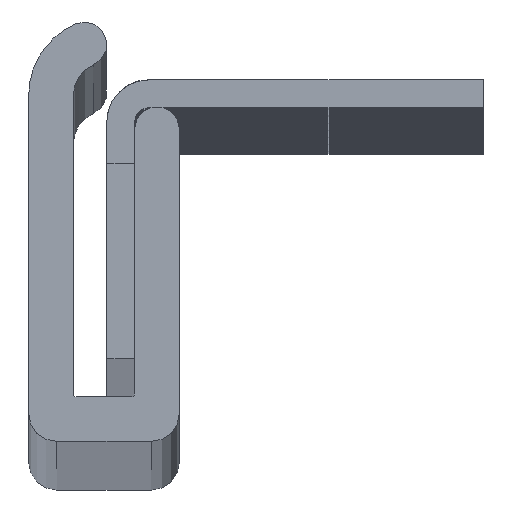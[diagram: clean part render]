
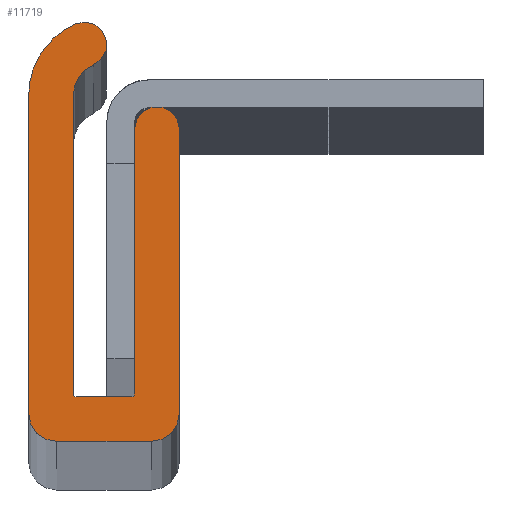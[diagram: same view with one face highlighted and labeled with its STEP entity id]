
A CAD part, top view. The second image highlights one B-rep face of the part: STEP entity #11719.
In plain terms, the highlighted planar face has unit normal (0, 0, 1).
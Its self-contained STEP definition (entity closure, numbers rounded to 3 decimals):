
#1261=DIRECTION('',(0.,1.,0.));
#1262=VECTOR('',#1261,11.4);
#1263=CARTESIAN_POINT('',(-2.7,1.,977.));
#1264=LINE('',#1263,#1262);
#1265=CARTESIAN_POINT('',(0.1,12.4,977.));
#1266=DIRECTION('',(0.,0.,-1.));
#1267=DIRECTION('',(-1.,0.,0.));
#1268=AXIS2_PLACEMENT_3D('',#1265,#1266,#1267);
#1270=CARTESIAN_POINT('',(-0.7,14.233,977.));
#1271=DIRECTION('',(0.,0.,-1.));
#1272=DIRECTION('',(-0.4,0.917,0.));
#1273=AXIS2_PLACEMENT_3D('',#1270,#1271,#1272);
#1275=CARTESIAN_POINT('',(0.1,12.4,977.));
#1276=DIRECTION('',(0.,0.,1.));
#1277=DIRECTION('',(-0.4,0.917,0.));
#1278=AXIS2_PLACEMENT_3D('',#1275,#1276,#1277);
#1280=DIRECTION('',(0.,-1.,0.));
#1281=VECTOR('',#1280,10.7);
#1282=CARTESIAN_POINT('',(-1.1,12.4,977.));
#1283=LINE('',#1282,#1281);
#1284=CARTESIAN_POINT('',(-1.,1.7,977.));
#1285=DIRECTION('',(0.,0.,1.));
#1286=DIRECTION('',(-1.,0.,0.));
#1287=AXIS2_PLACEMENT_3D('',#1284,#1285,#1286);
#1289=DIRECTION('',(1.,0.,0.));
#1290=VECTOR('',#1289,2.);
#1291=CARTESIAN_POINT('',(-1.,1.6,977.));
#1292=LINE('',#1291,#1290);
#1293=CARTESIAN_POINT('',(1.,1.7,977.));
#1294=DIRECTION('',(0.,0.,1.));
#1295=DIRECTION('',(0.,-1.,0.));
#1296=AXIS2_PLACEMENT_3D('',#1293,#1294,#1295);
#1298=DIRECTION('',(0.,1.,0.));
#1299=VECTOR('',#1298,9.5);
#1300=CARTESIAN_POINT('',(1.1,1.7,977.));
#1301=LINE('',#1300,#1299);
#1302=CARTESIAN_POINT('',(1.9,11.2,977.));
#1303=DIRECTION('',(0.,0.,-1.));
#1304=DIRECTION('',(-1.,0.,0.));
#1305=AXIS2_PLACEMENT_3D('',#1302,#1303,#1304);
#1307=DIRECTION('',(0.,-1.,0.));
#1308=VECTOR('',#1307,10.2);
#1309=CARTESIAN_POINT('',(2.7,11.2,977.));
#1310=LINE('',#1309,#1308);
#1311=CARTESIAN_POINT('',(1.7,1.,977.));
#1312=DIRECTION('',(0.,0.,-1.));
#1313=DIRECTION('',(1.,0.,0.));
#1314=AXIS2_PLACEMENT_3D('',#1311,#1312,#1313);
#1316=DIRECTION('',(-1.,0.,0.));
#1317=VECTOR('',#1316,3.4);
#1318=CARTESIAN_POINT('',(1.7,0.,977.));
#1319=LINE('',#1318,#1317);
#1320=CARTESIAN_POINT('',(-1.7,1.,977.));
#1321=DIRECTION('',(0.,0.,-1.));
#1322=DIRECTION('',(0.,-1.,0.));
#1323=AXIS2_PLACEMENT_3D('',#1320,#1321,#1322);
#7989=CARTESIAN_POINT('',(-2.7,1.,977.));
#7990=CARTESIAN_POINT('',(-2.7,12.4,977.));
#7991=VERTEX_POINT('',#7989);
#7992=VERTEX_POINT('',#7990);
#7993=CARTESIAN_POINT('',(-1.02,14.966,977.));
#7994=VERTEX_POINT('',#7993);
#7995=CARTESIAN_POINT('',(-0.38,13.5,977.));
#7996=VERTEX_POINT('',#7995);
#7997=CARTESIAN_POINT('',(-1.1,12.4,977.));
#7998=VERTEX_POINT('',#7997);
#7999=CARTESIAN_POINT('',(-1.1,1.7,977.));
#8000=VERTEX_POINT('',#7999);
#8001=CARTESIAN_POINT('',(-1.,1.6,977.));
#8002=VERTEX_POINT('',#8001);
#8003=CARTESIAN_POINT('',(1.,1.6,977.));
#8004=VERTEX_POINT('',#8003);
#8005=CARTESIAN_POINT('',(1.1,1.7,977.));
#8006=VERTEX_POINT('',#8005);
#8007=CARTESIAN_POINT('',(1.1,11.2,977.));
#8008=VERTEX_POINT('',#8007);
#8009=CARTESIAN_POINT('',(2.7,11.2,977.));
#8010=VERTEX_POINT('',#8009);
#8011=CARTESIAN_POINT('',(2.7,1.,977.));
#8012=VERTEX_POINT('',#8011);
#8013=CARTESIAN_POINT('',(1.7,0.,977.));
#8014=VERTEX_POINT('',#8013);
#8015=CARTESIAN_POINT('',(-1.7,0.,977.));
#8016=VERTEX_POINT('',#8015);
#11694=CARTESIAN_POINT('',(0.,0.,977.));
#11695=DIRECTION('',(0.,0.,-1.));
#11696=DIRECTION('',(-1.,0.,0.));
#11697=AXIS2_PLACEMENT_3D('',#11694,#11695,#11696);
#11698=PLANE('',#11697);
#11699=ORIENTED_EDGE('',*,*,#11590,.T.);
#11700=ORIENTED_EDGE('',*,*,#11605,.T.);
#11701=ORIENTED_EDGE('',*,*,#11619,.T.);
#11702=ORIENTED_EDGE('',*,*,#11633,.T.);
#11703=ORIENTED_EDGE('',*,*,#11647,.T.);
#11704=ORIENTED_EDGE('',*,*,#11661,.T.);
#11705=ORIENTED_EDGE('',*,*,#11675,.T.);
#11706=ORIENTED_EDGE('',*,*,#11688,.T.);
#11707=ORIENTED_EDGE('',*,*,#8487,.T.);
#11708=ORIENTED_EDGE('',*,*,#11542,.T.);
#11710=ORIENTED_EDGE('',*,*,#11709,.T.);
#11712=ORIENTED_EDGE('',*,*,#11711,.T.);
#11714=ORIENTED_EDGE('',*,*,#11713,.T.);
#11716=ORIENTED_EDGE('',*,*,#11715,.T.);
#11717=EDGE_LOOP('',(#11699,#11700,#11701,#11702,#11703,#11704,#11705,#11706,
#11707,#11708,#11710,#11712,#11714,#11716));
#11718=FACE_OUTER_BOUND('',#11717,.F.);
#11719=ADVANCED_FACE('',(#11718),#11698,.F.);
#1269=CIRCLE('',#1268,2.8);
#1274=CIRCLE('',#1273,0.8);
#1279=CIRCLE('',#1278,1.2);
#1288=CIRCLE('',#1287,0.1);
#1297=CIRCLE('',#1296,0.1);
#1306=CIRCLE('',#1305,0.8);
#1315=CIRCLE('',#1314,1.);
#1324=CIRCLE('',#1323,1.);
#8487=EDGE_CURVE('',#8006,#8008,#1301,.T.);
#11542=EDGE_CURVE('',#8008,#8010,#1306,.T.);
#11590=EDGE_CURVE('',#7991,#7992,#1264,.T.);
#11605=EDGE_CURVE('',#7992,#7994,#1269,.T.);
#11619=EDGE_CURVE('',#7994,#7996,#1274,.T.);
#11633=EDGE_CURVE('',#7996,#7998,#1279,.T.);
#11647=EDGE_CURVE('',#7998,#8000,#1283,.T.);
#11661=EDGE_CURVE('',#8000,#8002,#1288,.T.);
#11675=EDGE_CURVE('',#8002,#8004,#1292,.T.);
#11688=EDGE_CURVE('',#8004,#8006,#1297,.T.);
#11709=EDGE_CURVE('',#8010,#8012,#1310,.T.);
#11711=EDGE_CURVE('',#8012,#8014,#1315,.T.);
#11713=EDGE_CURVE('',#8014,#8016,#1319,.T.);
#11715=EDGE_CURVE('',#8016,#7991,#1324,.T.);
